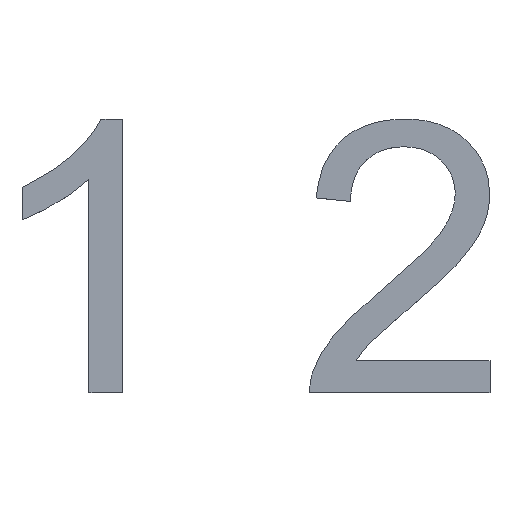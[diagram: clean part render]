
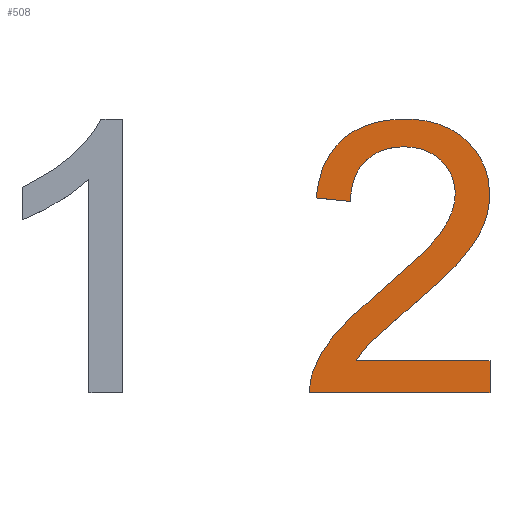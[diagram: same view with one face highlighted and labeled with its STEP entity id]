
A CAD part, top view. The second image highlights one B-rep face of the part: STEP entity #508.
In plain terms, the highlighted planar face has unit normal (0, 0, 1).
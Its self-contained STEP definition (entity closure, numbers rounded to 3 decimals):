
#101=CARTESIAN_POINT('',(1.101,1.063,0.2));
#102=VERTEX_POINT('',#101);
#109=CARTESIAN_POINT('',(2.805,-0.958,0.2));
#110=VERTEX_POINT('',#109);
#111=CARTESIAN_POINT('',(1.101,1.063,0.2));
#112=CARTESIAN_POINT('',(1.144,1.534,0.2));
#113=CARTESIAN_POINT('',(1.307,1.892,0.2));
#114=CARTESIAN_POINT('',(1.588,2.139,0.2));
#115=CARTESIAN_POINT('',(1.87,2.385,0.2));
#116=CARTESIAN_POINT('',(2.248,2.509,0.2));
#117=CARTESIAN_POINT('',(2.723,2.509,0.2));
#118=CARTESIAN_POINT('',(3.203,2.509,0.2));
#119=CARTESIAN_POINT('',(3.582,2.376,0.2));
#120=CARTESIAN_POINT('',(3.862,2.11,0.2));
#121=CARTESIAN_POINT('',(4.141,1.844,0.2));
#122=CARTESIAN_POINT('',(4.281,1.514,0.2));
#123=CARTESIAN_POINT('',(4.281,1.121,0.2));
#124=CARTESIAN_POINT('',(4.281,0.921,0.2));
#125=CARTESIAN_POINT('',(4.24,0.725,0.2));
#126=CARTESIAN_POINT('',(4.158,0.532,0.2));
#127=CARTESIAN_POINT('',(4.076,0.339,0.2));
#128=CARTESIAN_POINT('',(3.941,0.135,0.2));
#129=CARTESIAN_POINT('',(3.751,-0.078,0.2));
#130=CARTESIAN_POINT('',(3.561,-0.292,0.2));
#131=CARTESIAN_POINT('',(3.246,-0.585,0.2));
#132=CARTESIAN_POINT('',(2.805,-0.958,0.2));
#133=B_SPLINE_CURVE_WITH_KNOTS('',3,(#111,#112,#113,#114,#115,#116,#117,#118,#119,#120,#121,#122,#123,#124,#125,#126,#127,#128,#129,#130,#131,#132),.UNSPECIFIED.,.F.,.F.,(4,3,3,3,3,3,3,4),(0.,0.156,0.312,0.469,0.627,0.707,0.787,0.867),.UNSPECIFIED.);
#134=EDGE_CURVE('',#102,#110,#133,.T.);
#158=CARTESIAN_POINT('',(1.731,0.999,0.2));
#159=VERTEX_POINT('',#158);
#166=CARTESIAN_POINT('',(1.731,0.999,0.2));
#167=DIRECTION('',(-0.995,0.102,0.));
#168=VECTOR('',#167,0.634);
#169=LINE('',#166,#168);
#170=EDGE_CURVE('',#159,#102,#169,.T.);
#239=CARTESIAN_POINT('',(2.263,-0.661,0.2));
#240=VERTEX_POINT('',#239);
#247=CARTESIAN_POINT('',(2.263,-0.661,0.2));
#248=CARTESIAN_POINT('',(2.806,-0.216,0.2));
#249=CARTESIAN_POINT('',(3.173,0.137,0.2));
#250=CARTESIAN_POINT('',(3.364,0.397,0.2));
#251=CARTESIAN_POINT('',(3.555,0.657,0.2));
#252=CARTESIAN_POINT('',(3.65,0.903,0.2));
#253=CARTESIAN_POINT('',(3.65,1.135,0.2));
#254=CARTESIAN_POINT('',(3.65,1.378,0.2));
#255=CARTESIAN_POINT('',(3.563,1.583,0.2));
#256=CARTESIAN_POINT('',(3.39,1.75,0.2));
#257=CARTESIAN_POINT('',(3.216,1.917,0.2));
#258=CARTESIAN_POINT('',(2.989,2.001,0.2));
#259=CARTESIAN_POINT('',(2.71,2.001,0.2));
#260=CARTESIAN_POINT('',(2.414,2.001,0.2));
#261=CARTESIAN_POINT('',(2.178,1.912,0.2));
#262=CARTESIAN_POINT('',(2.001,1.735,0.2));
#263=CARTESIAN_POINT('',(1.823,1.558,0.2));
#264=CARTESIAN_POINT('',(1.734,1.312,0.2));
#265=CARTESIAN_POINT('',(1.731,0.999,0.2));
#266=B_SPLINE_CURVE_WITH_KNOTS('',3,(#247,#248,#249,#250,#251,#252,#253,#254,#255,#256,#257,#258,#259,#260,#261,#262,#263,#264,#265),.UNSPECIFIED.,.F.,.F.,(4,3,3,3,3,3,4),(0.21,0.335,0.46,0.591,0.723,0.861,1.),.UNSPECIFIED.);
#267=EDGE_CURVE('',#240,#159,#266,.T.);
#300=CARTESIAN_POINT('',(1.057,-2.082,0.2));
#301=VERTEX_POINT('',#300);
#308=CARTESIAN_POINT('',(1.057,-2.082,0.2));
#309=CARTESIAN_POINT('',(1.141,-1.858,0.2));
#310=CARTESIAN_POINT('',(1.275,-1.636,0.2));
#311=CARTESIAN_POINT('',(1.46,-1.418,0.2));
#312=CARTESIAN_POINT('',(1.646,-1.2,0.2));
#313=CARTESIAN_POINT('',(1.913,-0.948,0.2));
#314=CARTESIAN_POINT('',(2.263,-0.661,0.2));
#315=B_SPLINE_CURVE_WITH_KNOTS('',3,(#308,#309,#310,#311,#312,#313,#314),.UNSPECIFIED.,.F.,.F.,(4,3,4),(0.049,0.129,0.21),.UNSPECIFIED.);
#316=EDGE_CURVE('',#301,#240,#315,.T.);
#340=CARTESIAN_POINT('',(0.985,-2.509,0.2));
#341=VERTEX_POINT('',#340);
#348=CARTESIAN_POINT('',(0.985,-2.509,0.2));
#349=CARTESIAN_POINT('',(0.98,-2.361,0.2));
#350=CARTESIAN_POINT('',(1.004,-2.219,0.2));
#351=CARTESIAN_POINT('',(1.057,-2.082,0.2));
#352=B_SPLINE_CURVE_WITH_KNOTS('',3,(#348,#349,#350,#351),.UNSPECIFIED.,.F.,.F.,(4,4),(0.,0.049),.UNSPECIFIED.);
#353=EDGE_CURVE('',#341,#301,#352,.T.);
#372=CARTESIAN_POINT('',(4.288,-2.509,0.2));
#373=VERTEX_POINT('',#372);
#380=CARTESIAN_POINT('',(4.288,-2.509,0.2));
#381=DIRECTION('',(-1.,0.,0.));
#382=VECTOR('',#381,3.303);
#383=LINE('',#380,#382);
#384=EDGE_CURVE('',#373,#341,#383,.T.);
#403=CARTESIAN_POINT('',(4.288,-1.919,0.2));
#404=VERTEX_POINT('',#403);
#411=CARTESIAN_POINT('',(4.288,-1.919,0.2));
#412=DIRECTION('',(0.,-1.,0.));
#413=VECTOR('',#412,0.59);
#414=LINE('',#411,#413);
#415=EDGE_CURVE('',#404,#373,#414,.T.);
#434=CARTESIAN_POINT('',(1.837,-1.919,0.2));
#435=VERTEX_POINT('',#434);
#442=CARTESIAN_POINT('',(1.837,-1.919,0.2));
#443=DIRECTION('',(1.,0.,-0.));
#444=VECTOR('',#443,2.451);
#445=LINE('',#442,#444);
#446=EDGE_CURVE('',#435,#404,#445,.T.);
#478=CARTESIAN_POINT('',(2.805,-0.958,0.2));
#479=CARTESIAN_POINT('',(2.437,-1.267,0.2));
#480=CARTESIAN_POINT('',(2.201,-1.476,0.2));
#481=CARTESIAN_POINT('',(2.096,-1.587,0.2));
#482=CARTESIAN_POINT('',(1.992,-1.697,0.2));
#483=CARTESIAN_POINT('',(1.905,-1.808,0.2));
#484=CARTESIAN_POINT('',(1.837,-1.919,0.2));
#485=B_SPLINE_CURVE_WITH_KNOTS('',3,(#478,#479,#480,#481,#482,#483,#484),.UNSPECIFIED.,.F.,.F.,(4,3,4),(0.867,0.933,1.),.UNSPECIFIED.);
#486=EDGE_CURVE('',#110,#435,#485,.T.);
#492=CARTESIAN_POINT('',(0.,0.,0.2));
#493=DIRECTION('',(0.,0.,1.));
#494=DIRECTION('',(1.,0.,0.));
#495=AXIS2_PLACEMENT_3D('',#492,#493,#494);
#496=PLANE('',#495);
#497=ORIENTED_EDGE('',*,*,#134,.F.);
#498=ORIENTED_EDGE('',*,*,#170,.F.);
#499=ORIENTED_EDGE('',*,*,#267,.F.);
#500=ORIENTED_EDGE('',*,*,#316,.F.);
#501=ORIENTED_EDGE('',*,*,#353,.F.);
#502=ORIENTED_EDGE('',*,*,#384,.F.);
#503=ORIENTED_EDGE('',*,*,#415,.F.);
#504=ORIENTED_EDGE('',*,*,#446,.F.);
#505=ORIENTED_EDGE('',*,*,#486,.F.);
#506=EDGE_LOOP('',(#497,#498,#499,#500,#501,#502,#503,#504,#505));
#507=FACE_BOUND('',#506,.T.);
#508=ADVANCED_FACE('',(#507),#496,.T.);
